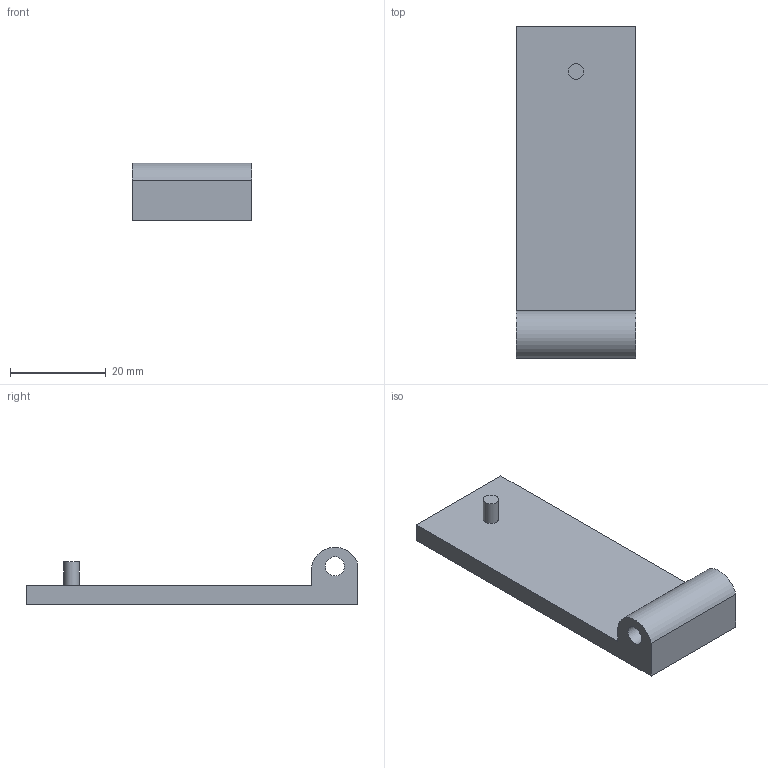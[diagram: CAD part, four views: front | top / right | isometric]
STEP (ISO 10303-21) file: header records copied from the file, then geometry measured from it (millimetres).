
FILE_DESCRIPTION(/* description */ (''),/* implementation_level */ '2;1');
FILE_NAME(/* name */ 'note.stp',/* time_stamp */ '2026-01-05T11:46:29+01:00',/* author */ ('Wendelin'),/* organization */ (''),/* preprocessor_version */ 'ST-DEVELOPER v20',/* originating_system */ 'Autodesk Inventor 2024',/* authorisation */ '');
FILE_SCHEMA (('AUTOMOTIVE_DESIGN { 1 0 10303 214 3 1 1 }'));
Length unit declared in the file: millimetre
Products named in the file (1): note
Bounding box: 25 x 69.3 x 11.99 mm (x, y, z)
Volume: 8368.1 mm3; surface area: 4992.9 mm2
Topology: 1 solids, 1 shells, 11 faces, 24 edges, 16 vertices
Faces by surface type: plane 8, cylinder 3
Full cylindrical faces by diameter (mm): 3.2 x1, 4 x1
Entity records: 351 total; most frequent: DIRECTION 54, CARTESIAN_POINT 52, ORIENTED_EDGE 48, EDGE_CURVE 24, LINE 18, VECTOR 18, AXIS2_PLACEMENT_3D 18, VERTEX_POINT 16
